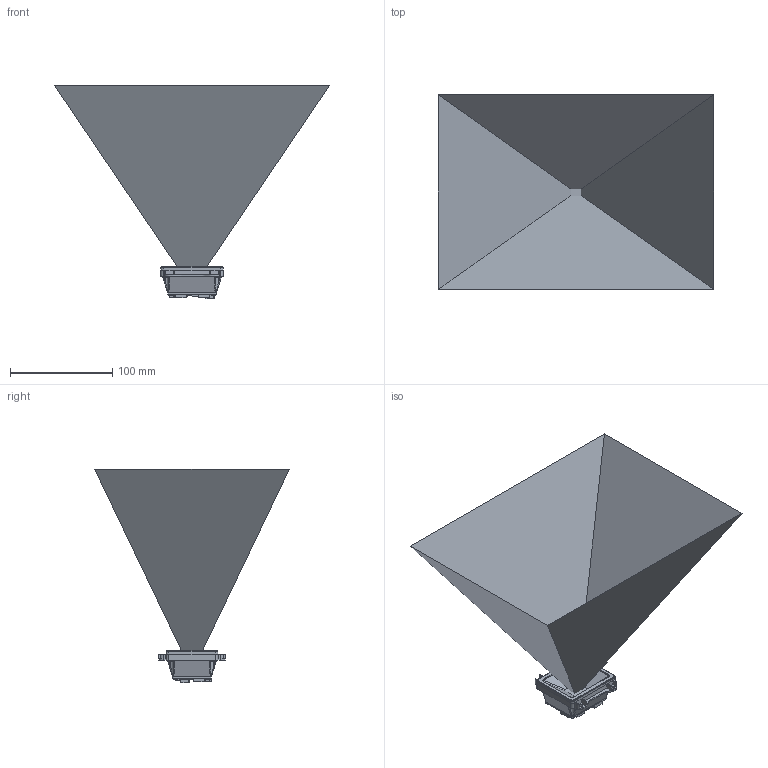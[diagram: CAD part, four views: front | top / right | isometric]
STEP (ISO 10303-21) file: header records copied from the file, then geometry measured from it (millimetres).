
FILE_DESCRIPTION((''),'2;1');
FILE_NAME('BUS_V1_-20181109','2019-02-28T',('Administrator'),(''),'PRO/ENGINEER BY PARAMETRIC TECHNOLOGY CORPORATION, 2015240','PRO/ENGINEER BY PARAMETRIC TECHNOLOGY CORPORATION, 2015240','');
FILE_SCHEMA(('AUTOMOTIVE_DESIGN { 1 2 10303 214 0 1 1 1 }'));
Length unit declared in the file: millimetre
Products named in the file (1): BUS_V1_-20181109
Bounding box: 268.85 x 190.11 x 209.03 mm (x, y, z)
Volume: 52618.4 mm3; surface area: 122391.8 mm2
Topology: 1 solids, 13 shells, 1301 faces, 3277 edges, 2166 vertices
Faces by surface type: plane 1020, cylinder 191, cone 38, bspline 32, torus 20
Entity records: 42670 total; most frequent: CARTESIAN_POINT 11689, ORIENTED_EDGE 6542, DIRECTION 5886, EDGE_CURVE 3277, VECTOR 2472, LINE 2472, VERTEX_POINT 2166, AXIS2_PLACEMENT_3D 1707
